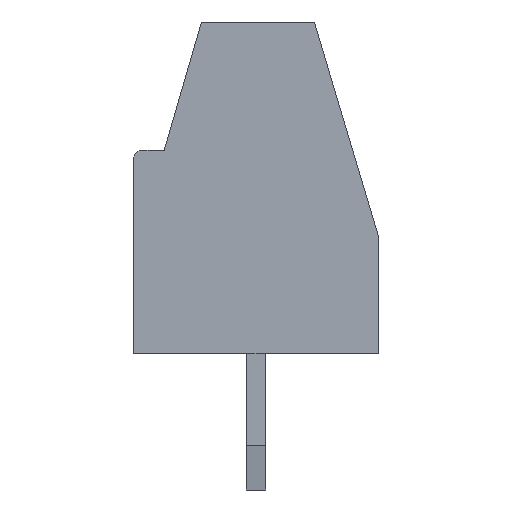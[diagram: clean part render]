
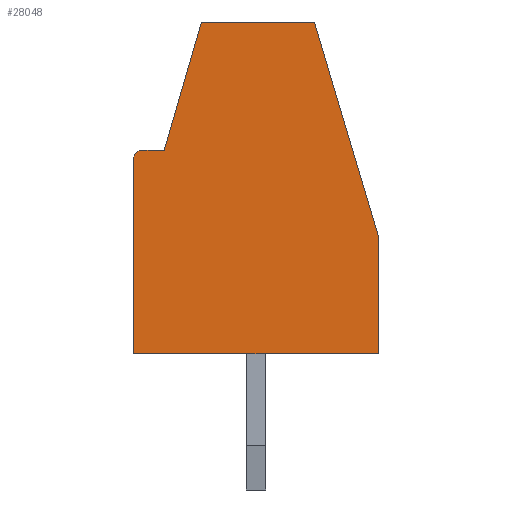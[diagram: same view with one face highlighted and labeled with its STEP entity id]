
A CAD part, left-side view. The second image highlights one B-rep face of the part: STEP entity #28048.
In plain terms, the highlighted planar face has unit normal (-1, 0, 0).
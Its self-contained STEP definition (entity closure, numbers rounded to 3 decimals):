
#483 = EDGE_CURVE ( 'NONE', #7731, #33223, #16271, .T. ) ;
#546 = CARTESIAN_POINT ( 'NONE',  ( -9.13, 2.919, 5. ) ) ;
#864 = EDGE_CURVE ( 'NONE', #25621, #9684, #8430, .T. ) ;
#996 = DIRECTION ( 'NONE',  ( 0., 0., -1. ) ) ;
#1675 = CARTESIAN_POINT ( 'NONE',  ( -9.13, 2.919, 5. ) ) ;
#4634 = EDGE_CURVE ( 'NONE', #21460, #7731, #15969, .T. ) ;
#4945 = CARTESIAN_POINT ( 'NONE',  ( -9.13, -3.14, 0. ) ) ;
#5078 = CARTESIAN_POINT ( 'NONE',  ( -9.13, 2.452, 4.864 ) ) ;
#5133 = DIRECTION ( 'NONE',  ( 0., 0., -1. ) ) ;
#5877 = VECTOR ( 'NONE', #33304, 1000. ) ;
#6803 = DIRECTION ( 'NONE',  ( 1., 0., 0. ) ) ;
#7489 = CARTESIAN_POINT ( 'NONE',  ( -9.13, 1.396, 8.5 ) ) ;
#7628 = EDGE_CURVE ( 'NONE', #33223, #29124, #12012, .T. ) ;
#7731 = VERTEX_POINT ( 'NONE', #7489 ) ;
#8430 = LINE ( 'NONE', #24194, #25159 ) ;
#8643 = CARTESIAN_POINT ( 'NONE',  ( -9.13, 2.919, 5.211 ) ) ;
#8843 = PLANE ( 'NONE',  #18592 ) ;
#9053 = EDGE_CURVE ( 'NONE', #21623, #25621, #26639, .T. ) ;
#9684 = VERTEX_POINT ( 'NONE', #19792 ) ;
#11015 = DIRECTION ( 'NONE',  ( 1., 0., 0. ) ) ;
#11377 = VECTOR ( 'NONE', #26819, 1000. ) ;
#11529 = ORIENTED_EDGE ( 'NONE', *, *, #7628, .F. ) ;
#11956 = ORIENTED_EDGE ( 'NONE', *, *, #4634, .F. ) ;
#12012 = LINE ( 'NONE', #22725, #27206 ) ;
#13319 = CARTESIAN_POINT ( 'NONE',  ( -9.13, 2.919, 0. ) ) ;
#14637 = DIRECTION ( 'NONE',  ( 0., -0.286, -0.958 ) ) ;
#15262 = VECTOR ( 'NONE', #5133, 1000. ) ;
#15969 = LINE ( 'NONE', #5078, #30361 ) ;
#16094 = CARTESIAN_POINT ( 'NONE',  ( -9.13, 2.919, 8.5 ) ) ;
#16150 = ORIENTED_EDGE ( 'NONE', *, *, #26774, .F. ) ;
#16271 = LINE ( 'NONE', #16094, #11377 ) ;
#17348 = FACE_OUTER_BOUND ( 'NONE', #32375, .T. ) ;
#17722 = EDGE_CURVE ( 'NONE', #29120, #21460, #33811, .T. ) ;
#17838 = ORIENTED_EDGE ( 'NONE', *, *, #33689, .F. ) ;
#18263 = LINE ( 'NONE', #28851, #15262 ) ;
#18390 = ORIENTED_EDGE ( 'NONE', *, *, #17722, .F. ) ;
#18592 = AXIS2_PLACEMENT_3D ( 'NONE', #1675, #6803, #996 ) ;
#19792 = CARTESIAN_POINT ( 'NONE',  ( -9.13, 3.13, 5. ) ) ;
#20174 = ORIENTED_EDGE ( 'NONE', *, *, #483, .F. ) ;
#20435 = ORIENTED_EDGE ( 'NONE', *, *, #9053, .F. ) ;
#21284 = CIRCLE ( 'NONE', #24567, 0.211 ) ;
#21460 = VERTEX_POINT ( 'NONE', #22751 ) ;
#21623 = VERTEX_POINT ( 'NONE', #4945 ) ;
#21645 = CARTESIAN_POINT ( 'NONE',  ( -9.13, -3.14, 3.021 ) ) ;
#22033 = CARTESIAN_POINT ( 'NONE',  ( -9.13, -1.503, 8.5 ) ) ;
#22725 = CARTESIAN_POINT ( 'NONE',  ( -9.13, -2.1, 6.5 ) ) ;
#22751 = CARTESIAN_POINT ( 'NONE',  ( -9.13, 2.351, 5.211 ) ) ;
#23682 = DIRECTION ( 'NONE',  ( 0., 1., 0. ) ) ;
#23723 = DIRECTION ( 'NONE',  ( 0., -0.279, 0.96 ) ) ;
#24194 = CARTESIAN_POINT ( 'NONE',  ( -9.13, 3.13, 5. ) ) ;
#24359 = DIRECTION ( 'NONE',  ( 0., 0., 1. ) ) ;
#24567 = AXIS2_PLACEMENT_3D ( 'NONE', #546, #11015, #26593 ) ;
#24713 = ORIENTED_EDGE ( 'NONE', *, *, #864, .F. ) ;
#25159 = VECTOR ( 'NONE', #24359, 1000. ) ;
#25621 = VERTEX_POINT ( 'NONE', #31502 ) ;
#26593 = DIRECTION ( 'NONE',  ( 0., 0., -1. ) ) ;
#26639 = LINE ( 'NONE', #13319, #30090 ) ;
#26774 = EDGE_CURVE ( 'NONE', #29124, #21623, #18263, .T. ) ;
#26819 = DIRECTION ( 'NONE',  ( 0., -1., 0. ) ) ;
#27206 = VECTOR ( 'NONE', #14637, 1000. ) ;
#28048 = ADVANCED_FACE ( 'NONE', ( #17348 ), #8843, .F. ) ;
#28851 = CARTESIAN_POINT ( 'NONE',  ( -9.13, -3.14, 5. ) ) ;
#29120 = VERTEX_POINT ( 'NONE', #8643 ) ;
#29124 = VERTEX_POINT ( 'NONE', #21645 ) ;
#30090 = VECTOR ( 'NONE', #23682, 1000. ) ;
#30361 = VECTOR ( 'NONE', #23723, 1000. ) ;
#31502 = CARTESIAN_POINT ( 'NONE',  ( -9.13, 3.13, 0. ) ) ;
#32375 = EDGE_LOOP ( 'NONE', ( #18390, #17838, #24713, #20435, #16150, #11529, #20174, #11956 ) ) ;
#33223 = VERTEX_POINT ( 'NONE', #22033 ) ;
#33304 = DIRECTION ( 'NONE',  ( 0., -1., 0. ) ) ;
#33491 = CARTESIAN_POINT ( 'NONE',  ( -9.13, 2.919, 5.211 ) ) ;
#33689 = EDGE_CURVE ( 'NONE', #9684, #29120, #21284, .T. ) ;
#33811 = LINE ( 'NONE', #33491, #5877 ) ;
